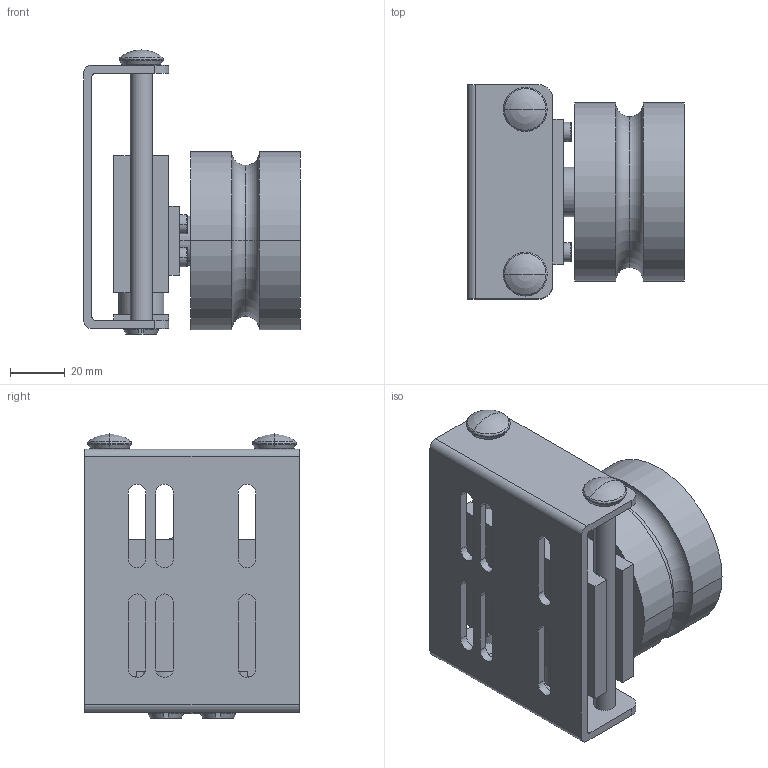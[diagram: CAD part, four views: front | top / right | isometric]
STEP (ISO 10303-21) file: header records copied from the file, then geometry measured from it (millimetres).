
FILE_DESCRIPTION(('STEP AP214'),'1');
FILE_NAME('cctmp_D730FDE9-3FA0-44CD-8543-2BDACB179565_2023_7_12_13_4_31_244..stp','2023-07-12T11:04:31',('Murtfeldt Kunststoffe GmbH & Co.KG'),('CADClick - www.CADClick.com'),'Spatial InterOp 3D',' ','unknown authorization');
FILE_SCHEMA(('AUTOMOTIVE_DESIGN'));
Length unit declared in the file: millimetre
Products named in the file (1): 1
Bounding box: 79 x 78 x 103.5 mm (x, y, z)
Volume: 207207.3 mm3; surface area: 76918.3 mm2
Topology: 2 solids, 17 shells, 471 faces, 1142 edges, 727 vertices
Faces by surface type: plane 227, cylinder 150, cone 50, torus 40, sphere 4
Entity records: 17484 total; most frequent: DIRECTION 2490, CARTESIAN_POINT 2352, ORIENTED_EDGE 2240, EDGE_CURVE 1120, AXIS2_PLACEMENT_3D 913, VERTEX_POINT 727, LINE 664, VECTOR 664
